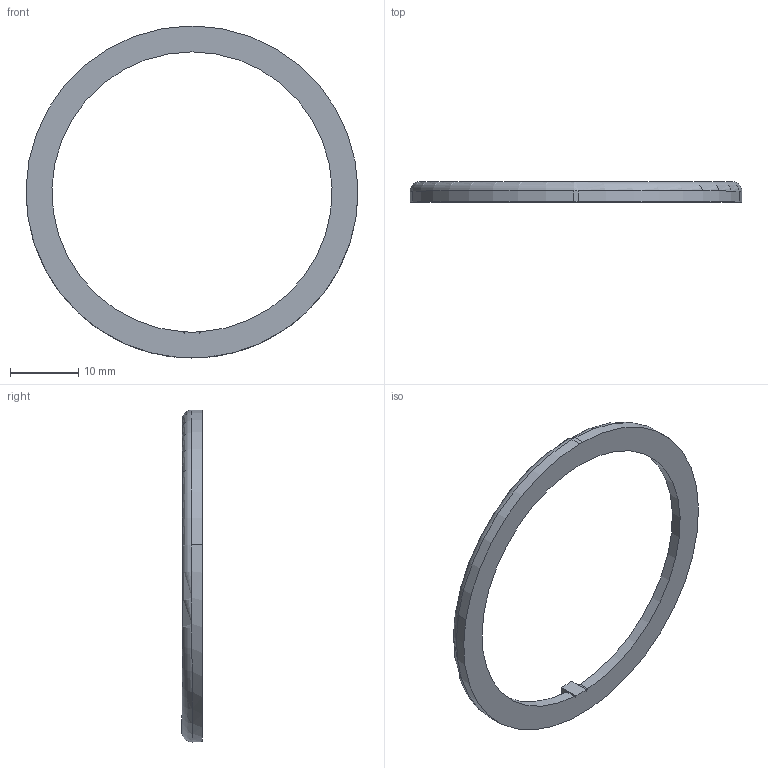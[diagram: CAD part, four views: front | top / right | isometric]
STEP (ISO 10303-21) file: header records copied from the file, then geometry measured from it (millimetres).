
FILE_DESCRIPTION(/* description */ (''),/* implementation_level */ '2;1');
FILE_NAME(/* name */ 'cirque-40-curved-ring.step',/* time_stamp */ '2023-02-16T22:55:34Z',/* author */ (''),/* organization */ (''),/* preprocessor_version */ 'ST-DEVELOPER v19.2',/* originating_system */ 'Autodesk Translation Framework v11.17.0.187',/* authorisation */ '');
FILE_SCHEMA (('AUTOMOTIVE_DESIGN { 1 0 10303 214 3 1 1 }'));
Length unit declared in the file: millimetre
Products named in the file (1): cirque-40-curved-ring
Bounding box: 48.49 x 3 x 48.49 mm (x, y, z)
Volume: 1016.9 mm3; surface area: 1831.6 mm2
Topology: 1 solids, 1 shells, 17 faces, 48 edges, 32 vertices
Faces by surface type: plane 8, cylinder 6, bspline 2, torus 1
Entity records: 601 total; most frequent: CARTESIAN_POINT 129, ORIENTED_EDGE 96, DIRECTION 95, EDGE_CURVE 48, AXIS2_PLACEMENT_3D 36, VERTEX_POINT 32, LINE 23, VECTOR 23
